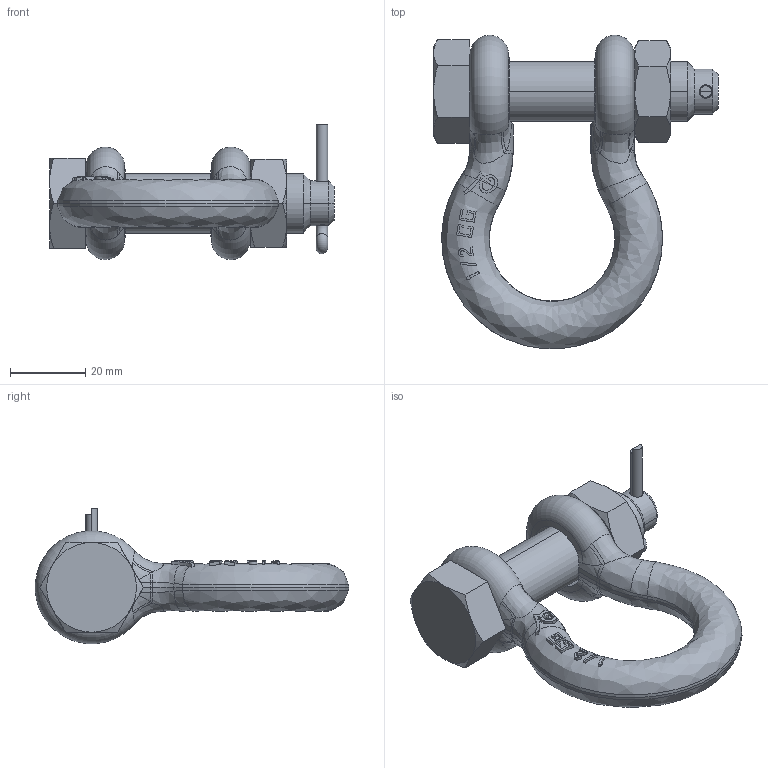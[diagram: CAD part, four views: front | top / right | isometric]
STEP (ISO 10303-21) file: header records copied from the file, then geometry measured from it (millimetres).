
FILE_DESCRIPTION((''),'2;1');
FILE_NAME('CROSBY_2130_050','2005-01-21T',('ADoughty'),('The Crosby Group, Inc.'),'PRO/ENGINEER BY PARAMETRIC TECHNOLOGY CORPORATION, 2004090','PRO/ENGINEER BY PARAMETRIC TECHNOLOGY CORPORATION, 2004090','');
FILE_SCHEMA(('CONFIG_CONTROL_DESIGN'));
Length unit declared in the file: inch
Products named in the file (1): CROSBY_2130_050
Bounding box: 75.56 x 83.15 x 35.89 mm (x, y, z)
Volume: 43202.9 mm3; surface area: 16195.9 mm2
Topology: 2 solids, 2 shells, 228 faces, 568 edges, 345 vertices
Faces by surface type: bspline 85, plane 69, cylinder 40, cone 26, torus 8
Entity records: 11003 total; most frequent: CARTESIAN_POINT 6412, ORIENTED_EDGE 1136, DIRECTION 635, EDGE_CURVE 568, VERTEX_POINT 345, B_SPLINE_CURVE_WITH_KNOTS 316, AXIS2_PLACEMENT_3D 240, EDGE_LOOP 235
